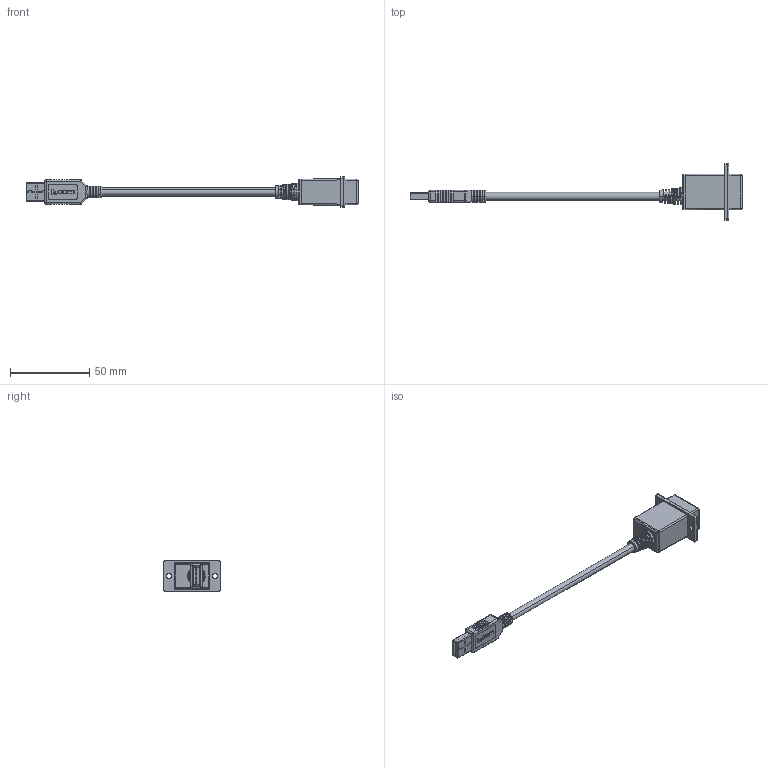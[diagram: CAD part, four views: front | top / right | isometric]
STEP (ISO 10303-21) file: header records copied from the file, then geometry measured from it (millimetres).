
FILE_DESCRIPTION (( 'STEP AP214' ), '1' );
FILE_NAME ('ECF504-12AAS.STEP', '2012-10-24T14:03:47', ( 'x' ), ( '' ), 'SwSTEP 2.0', 'SolidWorks 2012', '' );
FILE_SCHEMA (( 'AUTOMOTIVE_DESIGN' ));
Length unit declared in the file: inch
Products named in the file (16): MTN-151_NEW LOGO; 1AA05-003_CRIMPED; 1AA05-003-MA5; 1AA05-003-MA4; 1AA05-003-MA3; 1AA05-003-MA2_CRIMPED; 1AA05-003-MA1; 3AC11-014; 1BC01-018; 1AA05-019-SUZHOU___; 1AG01-003_New Logo; 1AG01-023_TYPE B; MTN-465; 1AL08-098_SP49155 (8" OAL REP); ECF504-12AAS; 3AB06-025_NEW LOGO
Assembly tree (18 placements, depth 4):
  ECF504-12AAS
    1AL08-098_SP49155 (8" OAL REP)
    MTN-465
    1AG01-023_TYPE B
    1AG01-003_New Logo
    3AC11-014
      1AA05-019-SUZHOU___
      1BC01-018
    3AB06-025_NEW LOGO
      1AA05-003_CRIMPED
        1AA05-003-MA1
        1AA05-003-MA2_CRIMPED
        1AA05-003-MA3
        1AA05-003-MA4  x4
        1AA05-003-MA5
      MTN-151_NEW LOGO
Bounding box: 209.28 x 35.56 x 19.05 mm (x, y, z)
Volume: 14392.5 mm3; surface area: 19122.2 mm2
Topology: 17 solids, 17 shells, 2105 faces, 5688 edges, 3680 vertices
Faces by surface type: plane 1256, cylinder 433, bspline 320, torus 56, sphere 32, cone 8
Entity records: 78490 total; most frequent: CARTESIAN_POINT 25723, ORIENTED_EDGE 11140, DIRECTION 9187, EDGE_CURVE 5570, VECTOR 3785, LINE 3785, VERTEX_POINT 3620, AXIS2_PLACEMENT_3D 2701
